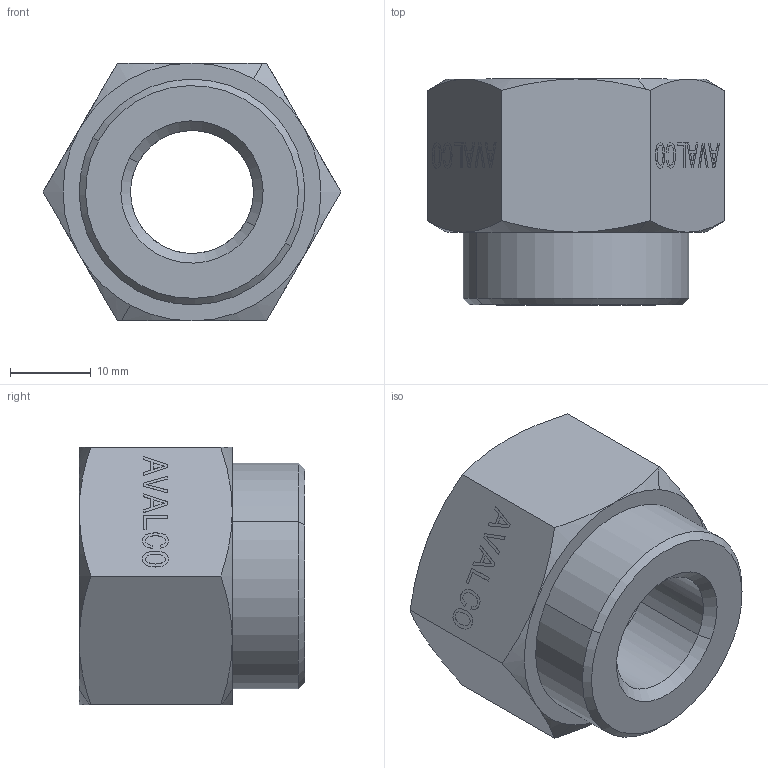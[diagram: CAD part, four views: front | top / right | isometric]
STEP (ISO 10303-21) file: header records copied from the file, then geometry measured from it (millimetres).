
FILE_DESCRIPTION(( 'RA.18.38.34.stp' ), '1');
FILE_NAME( 'RA.18.38.34.stp', '2018-10-11T11:52:55',( 'Sopra'),('sopra-pneumatic.com'), 'SwSTEP 2.0','SolidWorks 2009','' );
FILE_SCHEMA(('CONFIG_CONTROL_DESIGN'));
Length unit declared in the file: millimetre
Products named in the file (1): DN553-G38G34
Bounding box: 36.95 x 28 x 32 mm (x, y, z)
Volume: 12685.5 mm3; surface area: 5764.5 mm2
Topology: 1 solids, 1 shells, 375 faces, 1015 edges, 670 vertices
Faces by surface type: plane 345, cone 24, cylinder 6
Entity records: 11208 total; most frequent: CARTESIAN_POINT 2110, ORIENTED_EDGE 2030, DIRECTION 1567, EDGE_CURVE 1015, VECTOR 951, LINE 951, VERTEX_POINT 670, EDGE_LOOP 405
